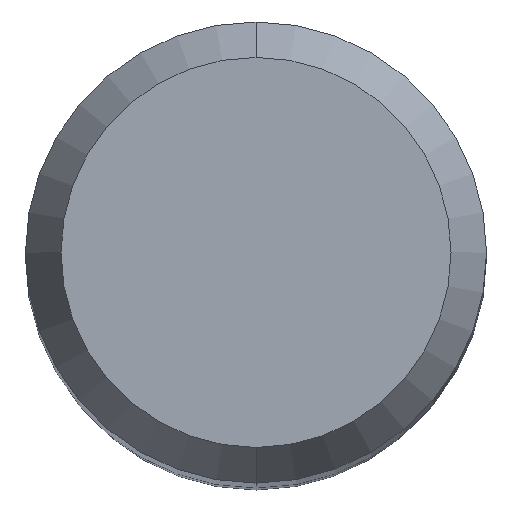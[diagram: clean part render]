
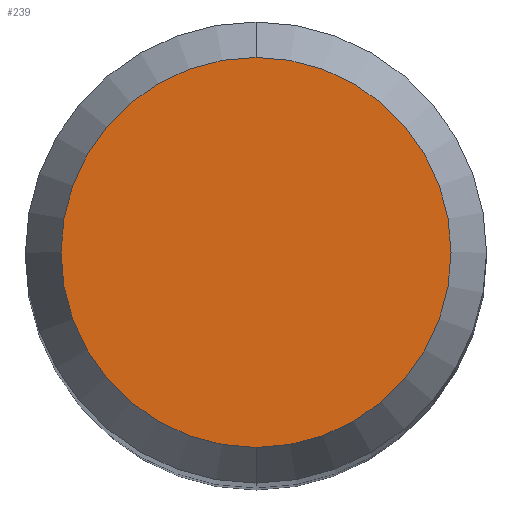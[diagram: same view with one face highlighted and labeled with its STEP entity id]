
A CAD part, top view. The second image highlights one B-rep face of the part: STEP entity #239.
In plain terms, the highlighted planar face has unit normal (0, 0, 1).
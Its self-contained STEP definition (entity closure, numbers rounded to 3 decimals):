
#187=VERTEX_POINT('',#479);
#239=ADVANCED_FACE('',(#541),#542,.T.);
#353=EDGE_CURVE('',#187,#397,#666,.T.);
#397=VERTEX_POINT('',#713);
#409=EDGE_CURVE('',#397,#187,#725,.T.);
#479=CARTESIAN_POINT('',(0.0,2.538,0.0));
#541=FACE_OUTER_BOUND('',#934,.T.);
#542=PLANE('',#935);
#666=CIRCLE('',#1208,2.538);
#713=CARTESIAN_POINT('',(0.,-2.538,0.0));
#725=CIRCLE('',#1296,2.538);
#934=EDGE_LOOP('',(#1485,#1486));
#935=AXIS2_PLACEMENT_3D('',#1487,#1488,#1489);
#1208=AXIS2_PLACEMENT_3D('',#1621,#1622,#1623);
#1296=AXIS2_PLACEMENT_3D('',#1676,#1677,#1678);
#1485=ORIENTED_EDGE('',*,*,#353,.F.);
#1486=ORIENTED_EDGE('',*,*,#409,.F.);
#1487=CARTESIAN_POINT('',(0.0,1.269,0.0));
#1488=DIRECTION('',(-0.0,0.0,1.0));
#1489=DIRECTION('',(0.0,-1.0,0.0));
#1621=CARTESIAN_POINT('',(0.0,0.0,0.0));
#1622=DIRECTION('',(0.0,0.0,-1.0));
#1623=DIRECTION('',(0.0,1.0,0.0));
#1676=CARTESIAN_POINT('',(0.0,0.0,0.0));
#1677=DIRECTION('',(0.0,0.0,-1.0));
#1678=DIRECTION('',(0.0,1.0,0.0));
